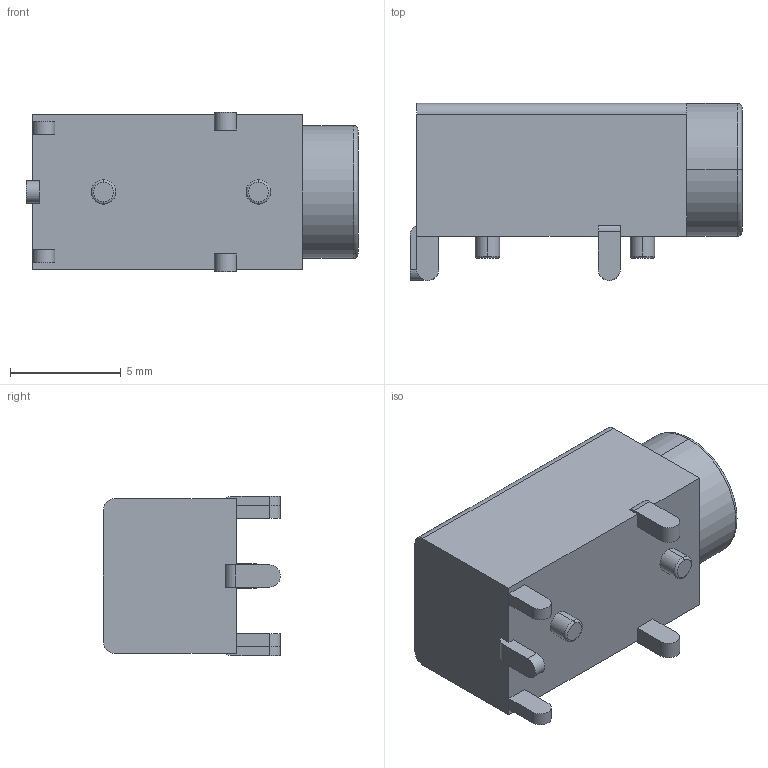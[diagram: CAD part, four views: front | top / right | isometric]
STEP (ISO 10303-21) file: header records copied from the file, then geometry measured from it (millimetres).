
FILE_DESCRIPTION (( 'STEP AP214' ), '1' );
FILE_NAME ('User Library-KLS1-SSJ3.5-007 (Dip Stereo Jack).STEP', '2020-12-10T13:36:51', ( '' ), ( '' ), 'SwSTEP 2.0', 'SolidWorks 2020', '' );
FILE_SCHEMA (( 'AUTOMOTIVE_DESIGN' ));
Length unit declared in the file: millimetre
Products named in the file (1): User Library-KLS1-SSJ3.5-007 (Dip Stereo Jack)
Bounding box: 15 x 8 x 7.2 mm (x, y, z)
Volume: 488.3 mm3; surface area: 593.1 mm2
Topology: 1 solids, 1 shells, 57 faces, 142 edges, 92 vertices
Faces by surface type: plane 33, cylinder 18, torus 6
Entity records: 2077 total; most frequent: DIRECTION 308, CARTESIAN_POINT 292, ORIENTED_EDGE 284, EDGE_CURVE 142, AXIS2_PLACEMENT_3D 108, VECTOR 92, LINE 92, VERTEX_POINT 92
